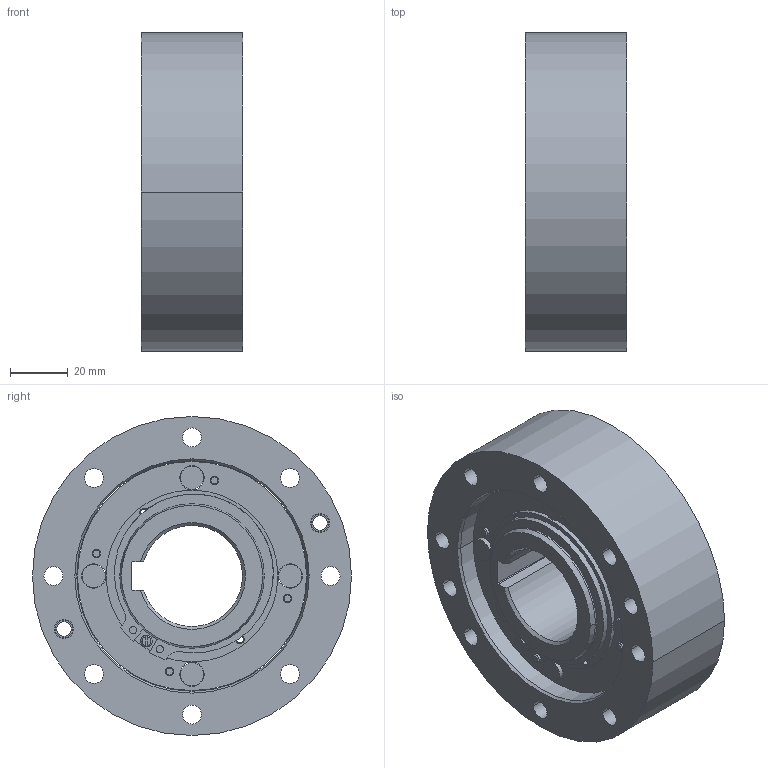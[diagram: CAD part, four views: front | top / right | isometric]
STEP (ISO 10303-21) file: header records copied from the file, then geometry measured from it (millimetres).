
FILE_DESCRIPTION((''),'2;1');
FILE_NAME('FREILAUF_RSCI_35_ASM','2023-04-28T',('SYSTEM'),(''),'PRO/ENGINEER BY PARAMETRIC TECHNOLOGY CORPORATION, 2016360','PRO/ENGINEER BY PARAMETRIC TECHNOLOGY CORPORATION, 2016360','');
FILE_SCHEMA(('AUTOMOTIVE_DESIGN { 1 0 10303 214 1 1 1 1 }'));
Length unit declared in the file: millimetre
Products named in the file (11): I-RING_RSBI_35_NICO_1; SCHEIBE_RSCI_35_3_NICO_1; KLEMMKOERPER_KA_15A_18_1; BOLZEN_KA15-18_NICO_1; SCHEIBE_RSCI_35_7_NICO_1; DIN920-M3X3_5_8_HD_1; KAEFIG_RSCI_35_NICO_ASM_1_ASM; DIN471_50X2_HD_1; A-RING_RSBI_35_1; FREILAUF_RSCI_35_NICO_ASM_1_ASM; FREILAUF_RSCI_35_ASM
Assembly tree (18 placements, depth 4):
  FREILAUF_RSCI_35_ASM
    FREILAUF_RSCI_35_NICO_ASM_1_ASM
      I-RING_RSBI_35_NICO_1
      KAEFIG_RSCI_35_NICO_ASM_1_ASM
        SCHEIBE_RSCI_35_3_NICO_1
        KLEMMKOERPER_KA_15A_18_1  x4
        BOLZEN_KA15-18_NICO_1  x4
        SCHEIBE_RSCI_35_7_NICO_1
        DIN920-M3X3_5_8_HD_1  x2
      DIN471_50X2_HD_1  x2
      A-RING_RSBI_35_1
Bounding box: 35 x 110.5 x 110.5 mm (x, y, z)
Volume: 206404.1 mm3; surface area: 73818 mm2
Topology: 16 solids, 26 shells, 340 faces, 944 edges, 654 vertices
Faces by surface type: cylinder 189, plane 97, cone 34, torus 20
Entity records: 8109 total; most frequent: DIRECTION 1480, CARTESIAN_POINT 1322, ORIENTED_EDGE 1134, AXIS2_PLACEMENT_3D 640, EDGE_CURVE 585, VERTEX_POINT 403, CIRCLE 377, EDGE_LOOP 296
